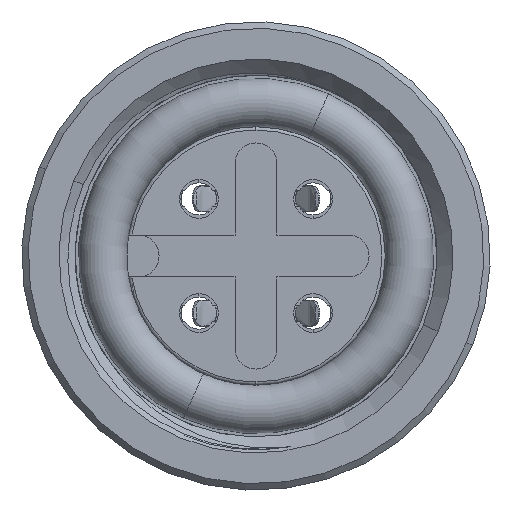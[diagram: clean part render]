
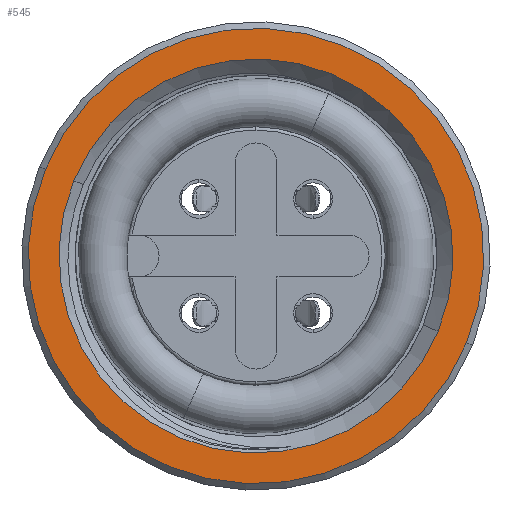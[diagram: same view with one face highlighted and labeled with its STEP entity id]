
A CAD part, left-side view. The second image highlights one B-rep face of the part: STEP entity #545.
In plain terms, the highlighted face is planar.
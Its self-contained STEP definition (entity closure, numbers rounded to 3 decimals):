
#108 = AXIS2_PLACEMENT_3D ( 'NONE', #2238, #1684, #3467 ) ;
#321 = CARTESIAN_POINT ( 'NONE',  ( 11., 0., -6.1 ) ) ;
#412 = EDGE_LOOP ( 'NONE', ( #4092, #3827 ) ) ;
#442 = DIRECTION ( 'NONE',  ( -1., 0., 0. ) ) ;
#500 = EDGE_LOOP ( 'NONE', ( #3337, #1799 ) ) ;
#545 = ADVANCED_FACE ( 'NONE', ( #6587, #4331 ), #2134, .F. ) ;
#713 = CARTESIAN_POINT ( 'NONE',  ( 11., 0., 6.1 ) ) ;
#726 = DIRECTION ( 'NONE',  ( 0., 0., 1. ) ) ;
#761 = VERTEX_POINT ( 'NONE', #1698 ) ;
#798 = AXIS2_PLACEMENT_3D ( 'NONE', #6273, #2725, #7503 ) ;
#822 = DIRECTION ( 'NONE',  ( -1., 0., 0. ) ) ;
#1307 = CARTESIAN_POINT ( 'NONE',  ( 11., 0., 0. ) ) ;
#1488 = CARTESIAN_POINT ( 'NONE',  ( 11., 0., -7.05 ) ) ;
#1504 = CARTESIAN_POINT ( 'NONE',  ( 11., 7.25, 0. ) ) ;
#1684 = DIRECTION ( 'NONE',  ( -1., 0., 0. ) ) ;
#1698 = CARTESIAN_POINT ( 'NONE',  ( 11., 0., 7.05 ) ) ;
#1799 = ORIENTED_EDGE ( 'NONE', *, *, #5204, .T. ) ;
#2134 = PLANE ( 'NONE',  #6884 ) ;
#2170 = EDGE_CURVE ( 'NONE', #5702, #5964, #3949, .T. ) ;
#2215 = AXIS2_PLACEMENT_3D ( 'NONE', #2549, #822, #4967 ) ;
#2238 = CARTESIAN_POINT ( 'NONE',  ( 11., 0., 0. ) ) ;
#2549 = CARTESIAN_POINT ( 'NONE',  ( 11., 0., 0. ) ) ;
#2725 = DIRECTION ( 'NONE',  ( 1., 0., 0. ) ) ;
#3110 = DIRECTION ( 'NONE',  ( 1., 0., 0. ) ) ;
#3337 = ORIENTED_EDGE ( 'NONE', *, *, #4758, .T. ) ;
#3365 = DIRECTION ( 'NONE',  ( 0., 0., 1. ) ) ;
#3467 = DIRECTION ( 'NONE',  ( 0., 0., 1. ) ) ;
#3472 = CIRCLE ( 'NONE', #2215, 6.1 ) ;
#3827 = ORIENTED_EDGE ( 'NONE', *, *, #2170, .T. ) ;
#3949 = CIRCLE ( 'NONE', #108, 6.1 ) ;
#4092 = ORIENTED_EDGE ( 'NONE', *, *, #4450, .T. ) ;
#4331 = FACE_BOUND ( 'NONE', #412, .T. ) ;
#4356 = VERTEX_POINT ( 'NONE', #1488 ) ;
#4450 = EDGE_CURVE ( 'NONE', #5964, #5702, #3472, .T. ) ;
#4758 = EDGE_CURVE ( 'NONE', #761, #4356, #6648, .T. ) ;
#4967 = DIRECTION ( 'NONE',  ( 0., 0., 1. ) ) ;
#5204 = EDGE_CURVE ( 'NONE', #4356, #761, #7213, .T. ) ;
#5702 = VERTEX_POINT ( 'NONE', #713 ) ;
#5964 = VERTEX_POINT ( 'NONE', #321 ) ;
#6263 = AXIS2_PLACEMENT_3D ( 'NONE', #1307, #3110, #726 ) ;
#6273 = CARTESIAN_POINT ( 'NONE',  ( 11., 0., 0. ) ) ;
#6587 = FACE_OUTER_BOUND ( 'NONE', #500, .T. ) ;
#6648 = CIRCLE ( 'NONE', #6263, 7.05 ) ;
#6884 = AXIS2_PLACEMENT_3D ( 'NONE', #1504, #442, #3365 ) ;
#7213 = CIRCLE ( 'NONE', #798, 7.05 ) ;
#7503 = DIRECTION ( 'NONE',  ( 0., 0., 1. ) ) ;
